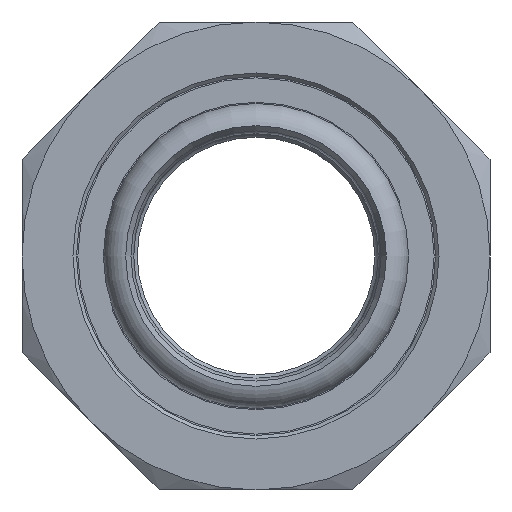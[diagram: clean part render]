
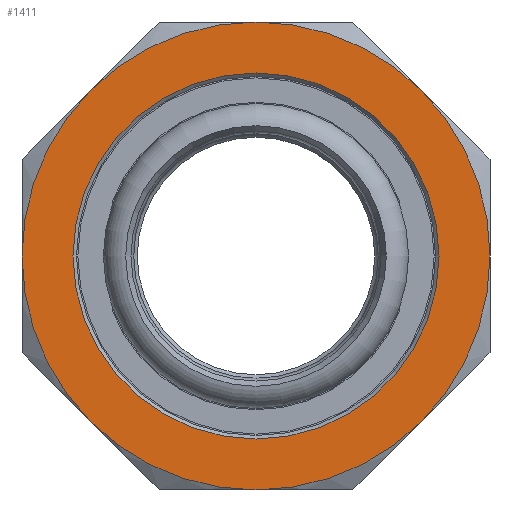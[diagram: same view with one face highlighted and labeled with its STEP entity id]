
A CAD part, front view. The second image highlights one B-rep face of the part: STEP entity #1411.
In plain terms, the highlighted planar face has unit normal (0, -1, 0).
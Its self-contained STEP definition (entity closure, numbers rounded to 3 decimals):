
#16=FACE_BOUND('',#357,.T.);
#36=PLANE('',#1604);
#273=FACE_OUTER_BOUND('',#356,.T.);
#356=EDGE_LOOP('',(#1171,#1172,#1173,#1174,#1175,#1176,#1177,#1178));
#357=EDGE_LOOP('',(#1179));
#478=CIRCLE('',#1573,33.5);
#479=CIRCLE('',#1575,33.5);
#480=CIRCLE('',#1577,33.5);
#481=CIRCLE('',#1579,33.5);
#482=CIRCLE('',#1581,33.5);
#483=CIRCLE('',#1583,33.5);
#484=CIRCLE('',#1585,33.5);
#485=CIRCLE('',#1587,33.5);
#491=CIRCLE('',#1605,26.2);
#615=VERTEX_POINT('',#2420);
#617=VERTEX_POINT('',#2425);
#618=VERTEX_POINT('',#2431);
#620=VERTEX_POINT('',#2441);
#622=VERTEX_POINT('',#2451);
#625=VERTEX_POINT('',#2465);
#627=VERTEX_POINT('',#2475);
#629=VERTEX_POINT('',#2485);
#636=VERTEX_POINT('',#2531);
#795=EDGE_CURVE('',#617,#615,#478,.T.);
#798=EDGE_CURVE('',#615,#618,#479,.T.);
#801=EDGE_CURVE('',#618,#620,#480,.T.);
#804=EDGE_CURVE('',#620,#622,#481,.T.);
#806=EDGE_CURVE('',#622,#625,#482,.T.);
#809=EDGE_CURVE('',#625,#627,#483,.T.);
#812=EDGE_CURVE('',#627,#629,#484,.T.);
#815=EDGE_CURVE('',#629,#617,#485,.T.);
#832=EDGE_CURVE('',#636,#636,#491,.T.);
#1171=ORIENTED_EDGE('',*,*,#809,.F.);
#1172=ORIENTED_EDGE('',*,*,#806,.F.);
#1173=ORIENTED_EDGE('',*,*,#804,.F.);
#1174=ORIENTED_EDGE('',*,*,#801,.F.);
#1175=ORIENTED_EDGE('',*,*,#798,.F.);
#1176=ORIENTED_EDGE('',*,*,#795,.F.);
#1177=ORIENTED_EDGE('',*,*,#815,.F.);
#1178=ORIENTED_EDGE('',*,*,#812,.F.);
#1179=ORIENTED_EDGE('',*,*,#832,.F.);
#1411=ADVANCED_FACE('',(#273,#16),#36,.T.);
#1573=AXIS2_PLACEMENT_3D('',#2429,#1911,#1912);
#1575=AXIS2_PLACEMENT_3D('',#2439,#1915,#1916);
#1577=AXIS2_PLACEMENT_3D('',#2449,#1919,#1920);
#1579=AXIS2_PLACEMENT_3D('',#2459,#1923,#1924);
#1581=AXIS2_PLACEMENT_3D('',#2466,#1927,#1928);
#1583=AXIS2_PLACEMENT_3D('',#2476,#1931,#1932);
#1585=AXIS2_PLACEMENT_3D('',#2486,#1935,#1936);
#1587=AXIS2_PLACEMENT_3D('',#2495,#1939,#1940);
#1604=AXIS2_PLACEMENT_3D('',#2530,#1983,#1984);
#1605=AXIS2_PLACEMENT_3D('',#2532,#1985,#1986);
#1911=DIRECTION('center_axis',(0.,1.,0.));
#1912=DIRECTION('ref_axis',(-1.,0.,0.));
#1915=DIRECTION('center_axis',(0.,1.,0.));
#1916=DIRECTION('ref_axis',(-1.,0.,0.));
#1919=DIRECTION('center_axis',(0.,1.,0.));
#1920=DIRECTION('ref_axis',(-1.,0.,0.));
#1923=DIRECTION('center_axis',(0.,1.,0.));
#1924=DIRECTION('ref_axis',(-1.,0.,0.));
#1927=DIRECTION('center_axis',(0.,1.,0.));
#1928=DIRECTION('ref_axis',(-1.,0.,0.));
#1931=DIRECTION('center_axis',(0.,1.,0.));
#1932=DIRECTION('ref_axis',(-1.,0.,0.));
#1935=DIRECTION('center_axis',(0.,1.,0.));
#1936=DIRECTION('ref_axis',(-1.,0.,0.));
#1939=DIRECTION('center_axis',(0.,1.,0.));
#1940=DIRECTION('ref_axis',(-1.,0.,0.));
#1983=DIRECTION('center_axis',(0.,-1.,0.));
#1984=DIRECTION('ref_axis',(0.,0.,1.));
#1985=DIRECTION('center_axis',(0.,-1.,0.));
#1986=DIRECTION('ref_axis',(0.,0.,1.));
#2420=CARTESIAN_POINT('',(0.,-10.75,33.5));
#2425=CARTESIAN_POINT('',(-23.688,-10.75,23.688));
#2429=CARTESIAN_POINT('Origin',(0.,-10.75,0.));
#2431=CARTESIAN_POINT('',(23.688,-10.75,23.688));
#2439=CARTESIAN_POINT('Origin',(0.,-10.75,0.));
#2441=CARTESIAN_POINT('',(33.5,-10.75,0.));
#2449=CARTESIAN_POINT('Origin',(0.,-10.75,0.));
#2451=CARTESIAN_POINT('',(23.688,-10.75,-23.688));
#2459=CARTESIAN_POINT('Origin',(0.,-10.75,0.));
#2465=CARTESIAN_POINT('',(0.,-10.75,-33.5));
#2466=CARTESIAN_POINT('Origin',(0.,-10.75,0.));
#2475=CARTESIAN_POINT('',(-23.688,-10.75,-23.688));
#2476=CARTESIAN_POINT('Origin',(0.,-10.75,0.));
#2485=CARTESIAN_POINT('',(-33.5,-10.75,0.));
#2486=CARTESIAN_POINT('Origin',(0.,-10.75,0.));
#2495=CARTESIAN_POINT('Origin',(0.,-10.75,0.));
#2530=CARTESIAN_POINT('Origin',(0.,-10.75,-33.5));
#2531=CARTESIAN_POINT('',(0.,-10.75,-26.2));
#2532=CARTESIAN_POINT('Origin',(0.,-10.75,0.));
